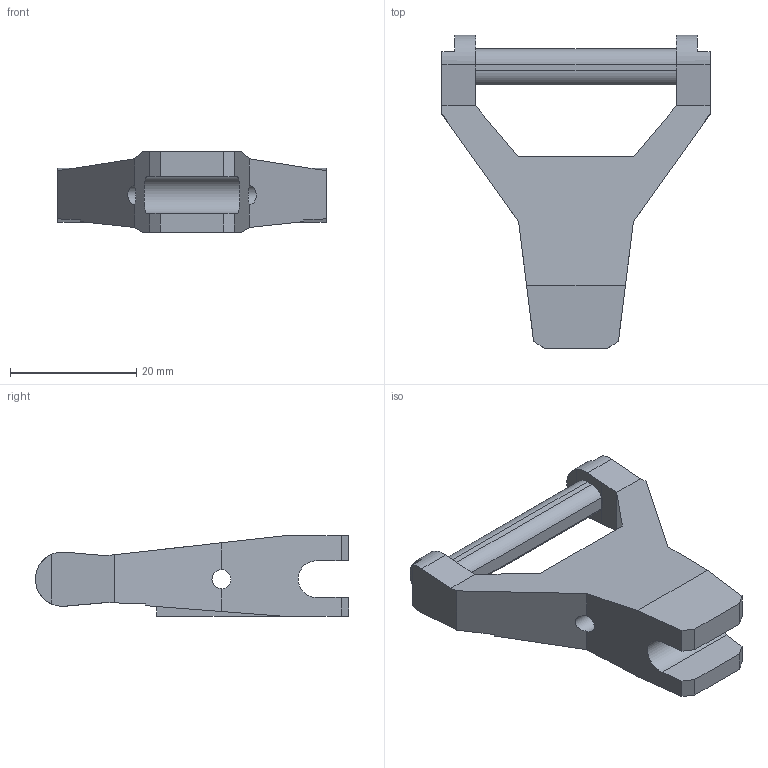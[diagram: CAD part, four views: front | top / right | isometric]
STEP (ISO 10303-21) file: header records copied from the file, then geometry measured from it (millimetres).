
FILE_DESCRIPTION(('FreeCAD Model'),'2;1');
FILE_NAME('Open CASCADE Shape Model','2024-05-16T13:05:57',(''),(''), 'Open CASCADE STEP processor 7.6','FreeCAD','Unknown');
FILE_SCHEMA(('AUTOMOTIVE_DESIGN { 1 0 10303 214 1 1 1 1 }'));
Length unit declared in the file: millimetre
Products named in the file (1): Тіло
Bounding box: 42.5 x 49.6 x 12.8 mm (x, y, z)
Volume: 8371.7 mm3; surface area: 4232.1 mm2
Topology: 1 solids, 1 shells, 67 faces, 183 edges, 114 vertices
Faces by surface type: plane 55, cylinder 12
Full cylindrical faces by diameter (mm): 3 x1
Entity records: 2119 total; most frequent: ORIENTED_EDGE 366, CARTESIAN_POINT 365, DIRECTION 361, EDGE_CURVE 183, LINE 141, VECTOR 141, VERTEX_POINT 114, AXIS2_PLACEMENT_3D 110
